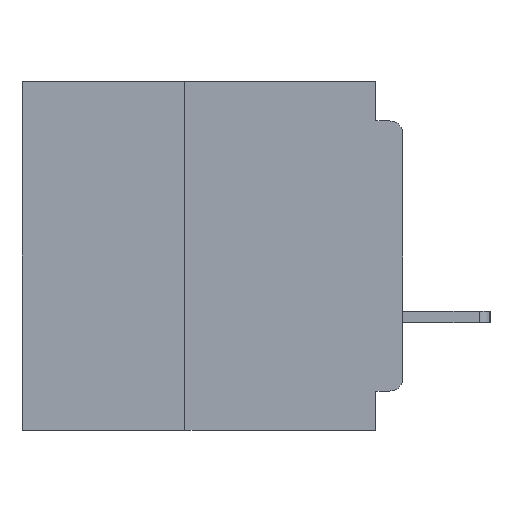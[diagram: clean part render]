
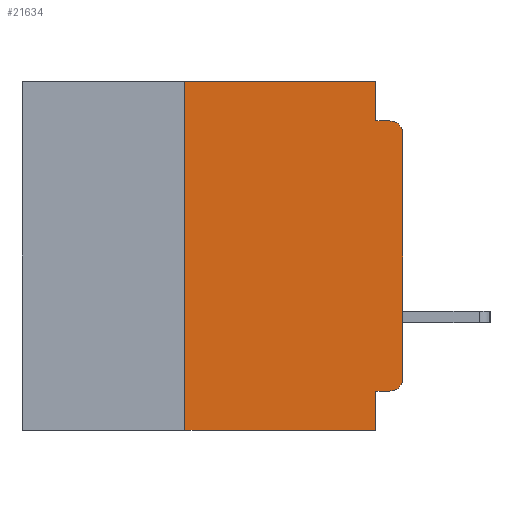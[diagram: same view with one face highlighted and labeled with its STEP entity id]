
A CAD part, left-side view. The second image highlights one B-rep face of the part: STEP entity #21634.
In plain terms, the highlighted planar face has unit normal (-1, 0, 0).
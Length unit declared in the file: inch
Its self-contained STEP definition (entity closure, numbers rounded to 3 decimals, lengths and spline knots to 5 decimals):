
#1277 = DIRECTION ( 'NONE',  ( 0., -1., 0. ) ) ;
#1726 = VECTOR ( 'NONE', #11813, 39.37008 ) ;
#2839 = LINE ( 'NONE', #8326, #1726 ) ;
#4077 = VERTEX_POINT ( 'NONE', #29996 ) ;
#4182 = CARTESIAN_POINT ( 'NONE',  ( 0., 0., -0.06 ) ) ;
#4602 = CARTESIAN_POINT ( 'NONE',  ( 0., 0.031, 0. ) ) ;
#4801 = VECTOR ( 'NONE', #28496, 39.37008 ) ;
#5409 = ORIENTED_EDGE ( 'NONE', *, *, #34975, .F. ) ;
#5570 = DIRECTION ( 'NONE',  ( 0., 0., 1. ) ) ;
#6440 = CARTESIAN_POINT ( 'NONE',  ( 0., 0.015, -0.06 ) ) ;
#6909 = LINE ( 'NONE', #44213, #42317 ) ;
#8326 = CARTESIAN_POINT ( 'NONE',  ( 0., 0.437, -0.4 ) ) ;
#8402 = CARTESIAN_POINT ( 'NONE',  ( 0., 0., -0.045 ) ) ;
#9956 = DIRECTION ( 'NONE',  ( 0., 0., -1. ) ) ;
#10464 = DIRECTION ( 'NONE',  ( 0., 1., 0. ) ) ;
#10604 = CARTESIAN_POINT ( 'NONE',  ( 0., 0.25, 0. ) ) ;
#11227 = ORIENTED_EDGE ( 'NONE', *, *, #30327, .T. ) ;
#11276 = DIRECTION ( 'NONE',  ( -1., 0., 0. ) ) ;
#11414 = EDGE_CURVE ( 'NONE', #14145, #20029, #39310, .T. ) ;
#11496 = CARTESIAN_POINT ( 'NONE',  ( 0., 0., -0.34 ) ) ;
#11813 = DIRECTION ( 'NONE',  ( 0., -1., 0. ) ) ;
#12186 = CARTESIAN_POINT ( 'NONE',  ( 0., 0.031, 0. ) ) ;
#13375 = EDGE_CURVE ( 'NONE', #17782, #14145, #26292, .T. ) ;
#14038 = ORIENTED_EDGE ( 'NONE', *, *, #41212, .T. ) ;
#14111 = LINE ( 'NONE', #42019, #4801 ) ;
#14145 = VERTEX_POINT ( 'NONE', #22964 ) ;
#14480 = DIRECTION ( 'NONE',  ( 1., 0., 0. ) ) ;
#14531 = LINE ( 'NONE', #34464, #21499 ) ;
#15678 = DIRECTION ( 'NONE',  ( 0., 0., -1. ) ) ;
#16114 = EDGE_CURVE ( 'NONE', #17597, #17782, #36221, .T. ) ;
#16330 = CARTESIAN_POINT ( 'NONE',  ( 0., 0.437, 0. ) ) ;
#16451 = ORIENTED_EDGE ( 'NONE', *, *, #11414, .F. ) ;
#17546 = ORIENTED_EDGE ( 'NONE', *, *, #17741, .F. ) ;
#17597 = VERTEX_POINT ( 'NONE', #10604 ) ;
#17741 = EDGE_CURVE ( 'NONE', #37728, #4077, #14111, .T. ) ;
#17782 = VERTEX_POINT ( 'NONE', #4602 ) ;
#18440 = VERTEX_POINT ( 'NONE', #4182 ) ;
#19383 = CARTESIAN_POINT ( 'NONE',  ( 0., 0., 0. ) ) ;
#19709 = CIRCLE ( 'NONE', #30395, 0.015 ) ;
#20029 = VERTEX_POINT ( 'NONE', #41039 ) ;
#21499 = VECTOR ( 'NONE', #10464, 39.37008 ) ;
#21634 = ADVANCED_FACE ( 'NONE', ( #39304 ), #34958, .F. ) ;
#22964 = CARTESIAN_POINT ( 'NONE',  ( 0., 0.031, -0.045 ) ) ;
#23547 = EDGE_CURVE ( 'NONE', #36039, #37728, #14531, .T. ) ;
#24355 = ORIENTED_EDGE ( 'NONE', *, *, #23547, .F. ) ;
#25233 = VECTOR ( 'NONE', #15678, 39.37008 ) ;
#25707 = EDGE_CURVE ( 'NONE', #42934, #4077, #2839, .T. ) ;
#25969 = EDGE_CURVE ( 'NONE', #18440, #20029, #19709, .T. ) ;
#26292 = LINE ( 'NONE', #12186, #25233 ) ;
#26468 = CARTESIAN_POINT ( 'NONE',  ( 0., 0.015, -0.355 ) ) ;
#26690 = DIRECTION ( 'NONE',  ( 0., -1., 0. ) ) ;
#27150 = VECTOR ( 'NONE', #26690, 39.37008 ) ;
#28326 = ORIENTED_EDGE ( 'NONE', *, *, #13375, .F. ) ;
#28496 = DIRECTION ( 'NONE',  ( 0., 0., -1. ) ) ;
#28991 = ORIENTED_EDGE ( 'NONE', *, *, #16114, .F. ) ;
#29145 = ORIENTED_EDGE ( 'NONE', *, *, #25969, .T. ) ;
#29996 = CARTESIAN_POINT ( 'NONE',  ( 0., 0.031, -0.4 ) ) ;
#30327 = EDGE_CURVE ( 'NONE', #32506, #18440, #43815, .T. ) ;
#30395 = AXIS2_PLACEMENT_3D ( 'NONE', #6440, #30508, #9956 ) ;
#30508 = DIRECTION ( 'NONE',  ( -1., 0., 0. ) ) ;
#30689 = DIRECTION ( 'NONE',  ( 0., 0., 1. ) ) ;
#31523 = CARTESIAN_POINT ( 'NONE',  ( 0., 0.437, 0. ) ) ;
#31820 = CARTESIAN_POINT ( 'NONE',  ( 0., 0.015, -0.34 ) ) ;
#32506 = VERTEX_POINT ( 'NONE', #11496 ) ;
#32653 = VECTOR ( 'NONE', #5570, 39.37008 ) ;
#33150 = CIRCLE ( 'NONE', #38930, 0.015 ) ;
#34061 = ORIENTED_EDGE ( 'NONE', *, *, #25707, .T. ) ;
#34464 = CARTESIAN_POINT ( 'NONE',  ( 0., 0., -0.355 ) ) ;
#34958 = PLANE ( 'NONE',  #43735 ) ;
#34975 = EDGE_CURVE ( 'NONE', #42934, #17597, #6909, .T. ) ;
#35264 = DIRECTION ( 'NONE',  ( 0., 0., -1. ) ) ;
#36039 = VERTEX_POINT ( 'NONE', #26468 ) ;
#36221 = LINE ( 'NONE', #16330, #27150 ) ;
#36421 = EDGE_LOOP ( 'NONE', ( #11227, #29145, #16451, #28326, #28991, #5409, #34061, #17546, #24355, #14038 ) ) ;
#37728 = VERTEX_POINT ( 'NONE', #44122 ) ;
#38231 = VECTOR ( 'NONE', #1277, 39.37008 ) ;
#38380 = DIRECTION ( 'NONE',  ( 0., 0., -1. ) ) ;
#38930 = AXIS2_PLACEMENT_3D ( 'NONE', #31820, #11276, #35264 ) ;
#39304 = FACE_OUTER_BOUND ( 'NONE', #36421, .T. ) ;
#39310 = LINE ( 'NONE', #8402, #38231 ) ;
#41039 = CARTESIAN_POINT ( 'NONE',  ( 0., 0.015, -0.045 ) ) ;
#41212 = EDGE_CURVE ( 'NONE', #36039, #32506, #33150, .T. ) ;
#41947 = CARTESIAN_POINT ( 'NONE',  ( 0., 0.25, -0.4 ) ) ;
#42019 = CARTESIAN_POINT ( 'NONE',  ( 0., 0.031, -0.4 ) ) ;
#42317 = VECTOR ( 'NONE', #30689, 39.37008 ) ;
#42934 = VERTEX_POINT ( 'NONE', #41947 ) ;
#43735 = AXIS2_PLACEMENT_3D ( 'NONE', #31523, #14480, #38380 ) ;
#43815 = LINE ( 'NONE', #19383, #32653 ) ;
#44122 = CARTESIAN_POINT ( 'NONE',  ( 0., 0.031, -0.355 ) ) ;
#44213 = CARTESIAN_POINT ( 'NONE',  ( 0., 0.25, -0.4 ) ) ;
